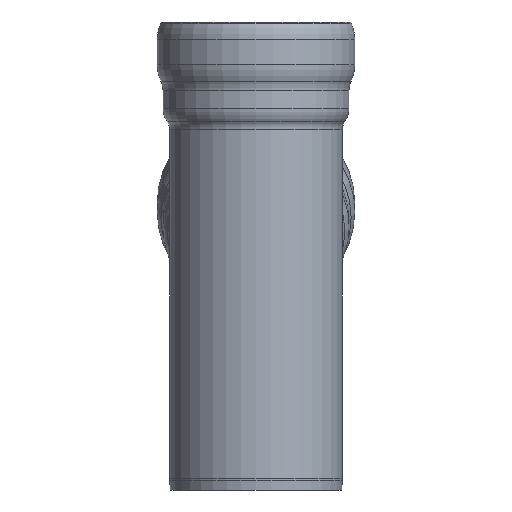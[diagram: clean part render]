
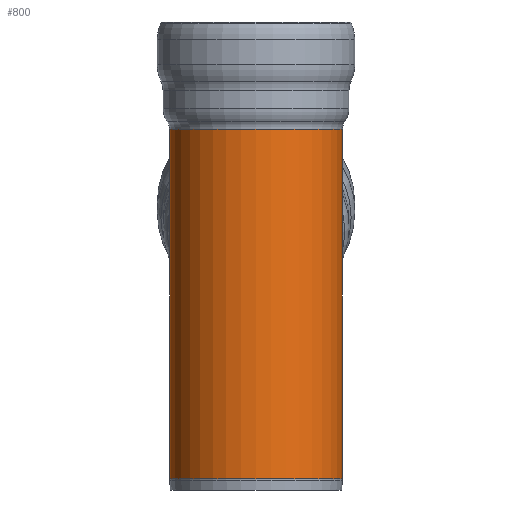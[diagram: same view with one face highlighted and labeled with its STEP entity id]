
A CAD part, left-side view. The second image highlights one B-rep face of the part: STEP entity #800.
In plain terms, the highlighted cylindrical face has radius 665 mm (diameter 1330 mm), a full revolution.
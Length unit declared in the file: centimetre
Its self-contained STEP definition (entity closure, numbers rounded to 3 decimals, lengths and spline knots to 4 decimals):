
#35=CYLINDRICAL_SURFACE('',#863,66.5);
#45=CIRCLE('',#860,66.5);
#46=CIRCLE('',#861,66.5);
#48=CIRCLE('',#864,66.5);
#49=CIRCLE('',#865,66.5);
#160=FACE_OUTER_BOUND('',#207,.T.);
#207=EDGE_LOOP('',(#548,#549,#550,#551,#552,#553,#554,#555,#556,#557,#558,
#559));
#256=LINE('',#1370,#280);
#257=LINE('',#1372,#281);
#280=VECTOR('',#1040,66.5);
#281=VECTOR('',#1041,66.5);
#302=ELLIPSE('',#848,115.9392,66.5);
#305=ELLIPSE('',#851,115.9392,66.5);
#306=ELLIPSE('',#853,81.1815,66.5);
#309=ELLIPSE('',#856,81.1815,66.5);
#316=VERTEX_POINT('',#1340);
#317=VERTEX_POINT('',#1341);
#321=VERTEX_POINT('',#1349);
#322=VERTEX_POINT('',#1353);
#326=VERTEX_POINT('',#1363);
#327=VERTEX_POINT('',#1365);
#328=VERTEX_POINT('',#1371);
#329=VERTEX_POINT('',#1373);
#400=EDGE_CURVE('',#316,#317,#302,.T.);
#405=EDGE_CURVE('',#317,#321,#305,.T.);
#406=EDGE_CURVE('',#321,#322,#306,.T.);
#409=EDGE_CURVE('',#322,#316,#309,.T.);
#412=EDGE_CURVE('',#326,#327,#45,.T.);
#413=EDGE_CURVE('',#327,#326,#46,.T.);
#415=EDGE_CURVE('',#327,#322,#256,.T.);
#416=EDGE_CURVE('',#317,#328,#257,.T.);
#417=EDGE_CURVE('',#328,#329,#48,.T.);
#418=EDGE_CURVE('',#329,#328,#49,.T.);
#548=ORIENTED_EDGE('',*,*,#412,.F.);
#549=ORIENTED_EDGE('',*,*,#413,.F.);
#550=ORIENTED_EDGE('',*,*,#415,.T.);
#551=ORIENTED_EDGE('',*,*,#409,.T.);
#552=ORIENTED_EDGE('',*,*,#400,.T.);
#553=ORIENTED_EDGE('',*,*,#416,.T.);
#554=ORIENTED_EDGE('',*,*,#417,.T.);
#555=ORIENTED_EDGE('',*,*,#418,.T.);
#556=ORIENTED_EDGE('',*,*,#416,.F.);
#557=ORIENTED_EDGE('',*,*,#405,.T.);
#558=ORIENTED_EDGE('',*,*,#406,.T.);
#559=ORIENTED_EDGE('',*,*,#415,.F.);
#800=ADVANCED_FACE('',(#160),#35,.T.);
#848=AXIS2_PLACEMENT_3D('',#1342,#1006,#1007);
#851=AXIS2_PLACEMENT_3D('',#1351,#1014,#1015);
#853=AXIS2_PLACEMENT_3D('',#1354,#1018,#1019);
#856=AXIS2_PLACEMENT_3D('',#1358,#1024,#1025);
#860=AXIS2_PLACEMENT_3D('',#1366,#1032,#1033);
#861=AXIS2_PLACEMENT_3D('',#1367,#1034,#1035);
#863=AXIS2_PLACEMENT_3D('',#1369,#1038,#1039);
#864=AXIS2_PLACEMENT_3D('',#1374,#1042,#1043);
#865=AXIS2_PLACEMENT_3D('',#1375,#1044,#1045);
#1006=DIRECTION('center_axis',(-0.819,0.,
0.574));
#1007=DIRECTION('ref_axis',(-0.574,0.,-0.819));
#1014=DIRECTION('center_axis',(-0.819,0.,
0.574));
#1015=DIRECTION('ref_axis',(-0.574,0.,-0.819));
#1018=DIRECTION('center_axis',(-0.574,0.,
-0.819));
#1019=DIRECTION('ref_axis',(-0.819,0.,0.574));
#1024=DIRECTION('center_axis',(-0.574,0.,
-0.819));
#1025=DIRECTION('ref_axis',(-0.819,0.,0.574));
#1032=DIRECTION('center_axis',(0.,0.,-1.));
#1033=DIRECTION('ref_axis',(1.,0.,0.));
#1034=DIRECTION('center_axis',(0.,0.,-1.));
#1035=DIRECTION('ref_axis',(1.,0.,0.));
#1038=DIRECTION('center_axis',(0.,0.,-1.));
#1039=DIRECTION('ref_axis',(-1.,0.,0.));
#1040=DIRECTION('',(0.,0.,1.));
#1041=DIRECTION('',(0.,0.,1.));
#1042=DIRECTION('center_axis',(0.,0.,-1.));
#1043=DIRECTION('ref_axis',(1.,0.,0.));
#1044=DIRECTION('center_axis',(0.,0.,-1.));
#1045=DIRECTION('ref_axis',(1.,0.,0.));
#1340=CARTESIAN_POINT('',(0.,-66.5,150.));
#1341=CARTESIAN_POINT('',(66.5,0.,244.9718));
#1342=CARTESIAN_POINT('Origin',(0.,0.,150.));
#1349=CARTESIAN_POINT('',(0.,66.5,150.));
#1351=CARTESIAN_POINT('Origin',(0.,0.,150.));
#1353=CARTESIAN_POINT('',(66.5,0.,103.4362));
#1354=CARTESIAN_POINT('Origin',(0.,0.,150.));
#1358=CARTESIAN_POINT('Origin',(0.,0.,150.));
#1363=CARTESIAN_POINT('',(0.,-66.5,8.5458));
#1365=CARTESIAN_POINT('',(66.5,0.,8.5458));
#1366=CARTESIAN_POINT('Origin',(0.,0.,8.5458));
#1367=CARTESIAN_POINT('Origin',(0.,0.,8.5458));
#1369=CARTESIAN_POINT('Origin',(0.,0.,142.6954));
#1370=CARTESIAN_POINT('',(66.5,0.,142.6954));
#1371=CARTESIAN_POINT('',(66.5,0.,277.5));
#1372=CARTESIAN_POINT('',(66.5,0.,142.6954));
#1373=CARTESIAN_POINT('',(0.,-66.5,277.5));
#1374=CARTESIAN_POINT('Origin',(0.,0.,277.5));
#1375=CARTESIAN_POINT('Origin',(0.,0.,277.5));
